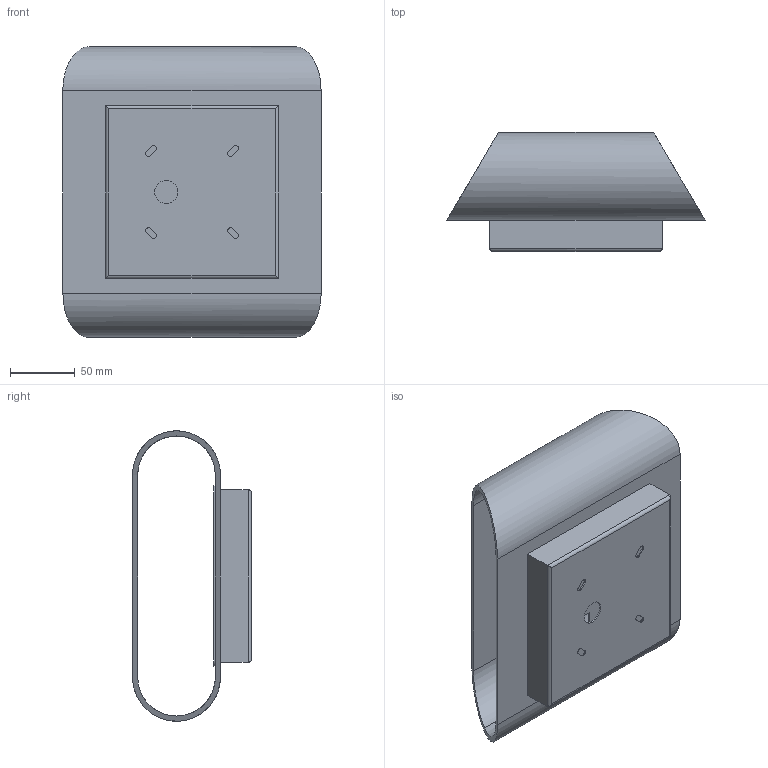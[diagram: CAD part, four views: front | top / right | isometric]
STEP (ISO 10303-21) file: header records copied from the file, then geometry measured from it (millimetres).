
FILE_DESCRIPTION (( 'STEP AP203' ), '1' );
FILE_NAME ('ABBEY_P_STEP.STEP', '2016-01-07T11:34:42', ( 'admin' ), ( '' ), 'SwSTEP 2.0', 'SolidWorks 2015', '' );
FILE_SCHEMA (( 'CONFIG_CONTROL_DESIGN' ));
Length unit declared in the file: millimetre
Products named in the file (2): ABBEY_P_STEP
Bounding box: 200 x 92 x 225 mm (x, y, z)
Surface area: 242713.2 mm2 (no closed solid volume)
Topology: 0 solids, 3 shells, 108 faces, 279 edges, 178 vertices
Faces by surface type: cylinder 50, plane 50, torus 8
Entity records: 4286 total; most frequent: CARTESIAN_POINT 1515, ORIENTED_EDGE 551, DIRECTION 523, EDGE_CURVE 279, AXIS2_PLACEMENT_3D 178, VERTEX_POINT 178, VECTOR 167, LINE 167
